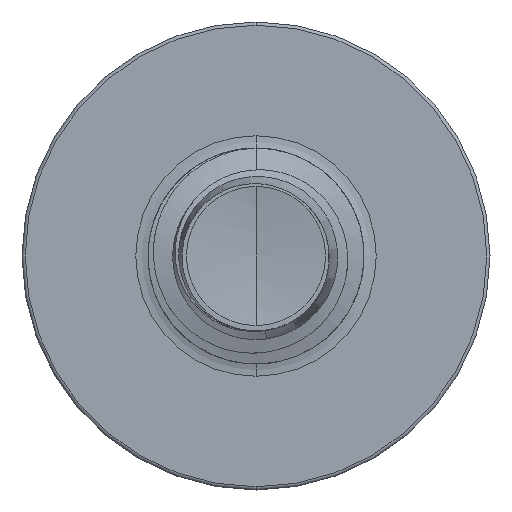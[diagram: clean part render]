
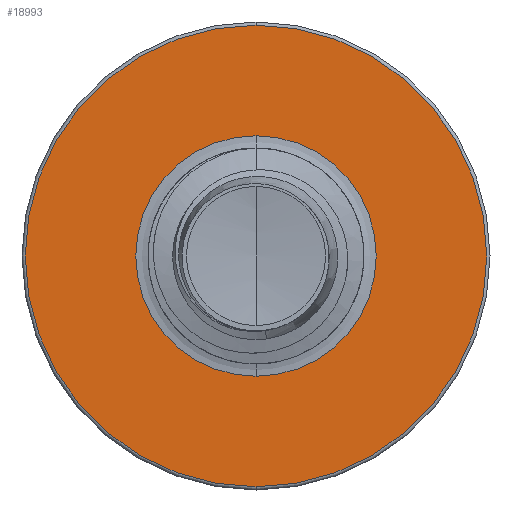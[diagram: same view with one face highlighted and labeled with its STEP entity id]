
A CAD part, front view. The second image highlights one B-rep face of the part: STEP entity #18993.
In plain terms, the highlighted planar face has unit normal (0, -1, 0).
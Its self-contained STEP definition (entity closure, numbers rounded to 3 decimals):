
#598 = AXIS2_PLACEMENT_3D ( 'NONE', #15161, #14475, #14043 ) ;
#2259 = DIRECTION ( 'NONE',  ( 0., 0., 1. ) ) ;
#2260 = CARTESIAN_POINT ( 'NONE',  ( 0., 6.5, -3.205 ) ) ;
#2358 = CARTESIAN_POINT ( 'NONE',  ( 0., 6.5, -1.67 ) ) ;
#2412 = PLANE ( 'NONE',  #7068 ) ;
#2615 = DIRECTION ( 'NONE',  ( 0., 1., 0. ) ) ;
#4190 = CARTESIAN_POINT ( 'NONE',  ( 0., 6.5, -1.67 ) ) ;
#4841 = CARTESIAN_POINT ( 'NONE',  ( 0., 6.5, 1.67 ) ) ;
#5061 = EDGE_LOOP ( 'NONE', ( #5171, #20046 ) ) ;
#5171 = ORIENTED_EDGE ( 'NONE', *, *, #20570, .T. ) ;
#6461 = AXIS2_PLACEMENT_3D ( 'NONE', #13174, #13143, #13139 ) ;
#7068 = AXIS2_PLACEMENT_3D ( 'NONE', #2358, #2615, #2259 ) ;
#7435 = AXIS2_PLACEMENT_3D ( 'NONE', #20139, #20136, #20131 ) ;
#7643 = CIRCLE ( 'NONE', #7435, 3.205 ) ;
#8129 = CIRCLE ( 'NONE', #6461, 1.67 ) ;
#8850 = AXIS2_PLACEMENT_3D ( 'NONE', #20177, #20176, #20171 ) ;
#12459 = EDGE_LOOP ( 'NONE', ( #19172, #16511 ) ) ;
#13139 = DIRECTION ( 'NONE',  ( 0., 0., 1. ) ) ;
#13143 = DIRECTION ( 'NONE',  ( 0., 1., 0. ) ) ;
#13174 = CARTESIAN_POINT ( 'NONE',  ( 0., 6.5, 0. ) ) ;
#13692 = CARTESIAN_POINT ( 'NONE',  ( 0., 6.5, 3.205 ) ) ;
#14043 = DIRECTION ( 'NONE',  ( 0., 0., 1. ) ) ;
#14475 = DIRECTION ( 'NONE',  ( 0., 1., 0. ) ) ;
#15161 = CARTESIAN_POINT ( 'NONE',  ( 0., 6.5, 0. ) ) ;
#16511 = ORIENTED_EDGE ( 'NONE', *, *, #20587, .F. ) ;
#16513 = VERTEX_POINT ( 'NONE', #2260 ) ;
#17702 = VERTEX_POINT ( 'NONE', #13692 ) ;
#18993 = ADVANCED_FACE ( 'NONE', ( #20100, #19896 ), #2412, .F. ) ;
#19097 = CIRCLE ( 'NONE', #598, 3.205 ) ;
#19172 = ORIENTED_EDGE ( 'NONE', *, *, #20128, .F. ) ;
#19758 = EDGE_CURVE ( 'NONE', #21622, #21610, #8129, .T. ) ;
#19896 = FACE_BOUND ( 'NONE', #5061, .T. ) ;
#20046 = ORIENTED_EDGE ( 'NONE', *, *, #19758, .T. ) ;
#20100 = FACE_OUTER_BOUND ( 'NONE', #12459, .T. ) ;
#20128 = EDGE_CURVE ( 'NONE', #17702, #16513, #19097, .T. ) ;
#20131 = DIRECTION ( 'NONE',  ( 0., 0., 1. ) ) ;
#20136 = DIRECTION ( 'NONE',  ( 0., 1., 0. ) ) ;
#20139 = CARTESIAN_POINT ( 'NONE',  ( 0., 6.5, 0. ) ) ;
#20171 = DIRECTION ( 'NONE',  ( 0., 0., 1. ) ) ;
#20176 = DIRECTION ( 'NONE',  ( 0., 1., 0. ) ) ;
#20177 = CARTESIAN_POINT ( 'NONE',  ( 0., 6.5, 0. ) ) ;
#20570 = EDGE_CURVE ( 'NONE', #21610, #21622, #21688, .T. ) ;
#20587 = EDGE_CURVE ( 'NONE', #16513, #17702, #7643, .T. ) ;
#21610 = VERTEX_POINT ( 'NONE', #4841 ) ;
#21622 = VERTEX_POINT ( 'NONE', #4190 ) ;
#21688 = CIRCLE ( 'NONE', #8850, 1.67 ) ;
